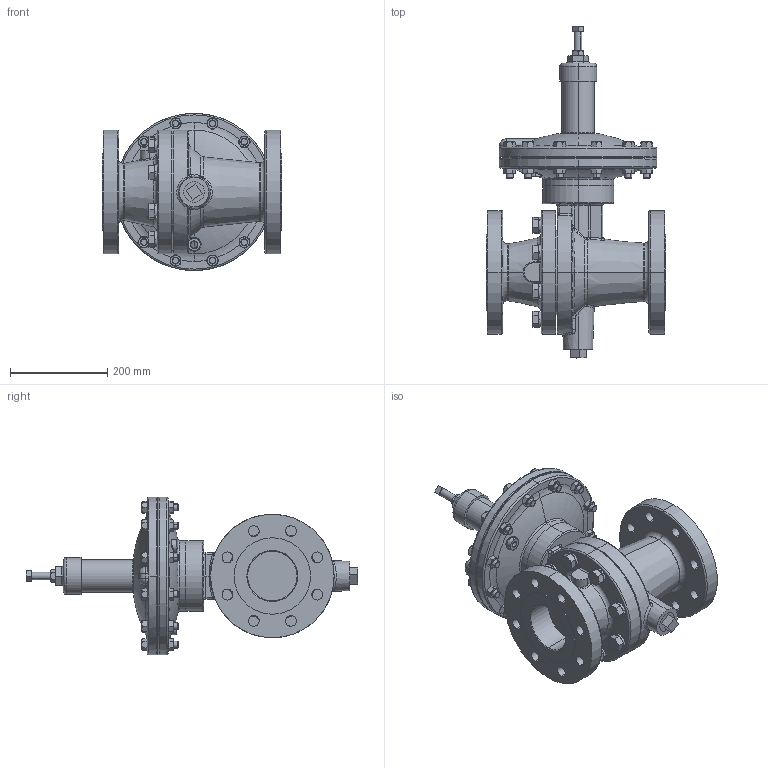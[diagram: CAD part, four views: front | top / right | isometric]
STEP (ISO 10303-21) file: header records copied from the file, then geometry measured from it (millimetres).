
FILE_DESCRIPTION (( 'STEP AP203' ), '1' );
FILE_NAME ('60-400-ALL-I3.STEP', '2017-07-21T14:53:26', ( '' ), ( '' ), 'SwSTEP 2.0', 'SolidWorks 2014', '' );
FILE_SCHEMA (( 'CONFIG_CONTROL_DESIGN' ));
Length unit declared in the file: inch
Products named in the file (2): 60-400-ALL-I3
Bounding box: 368.3 x 682.94 x 323.85 mm (x, y, z)
Volume: 16303894.1 mm3; surface area: 920314.7 mm2
Topology: 1 solids, 1 shells, 1120 faces, 2679 edges, 1596 vertices
Faces by surface type: plane 419, cone 359, cylinder 228, torus 57, bspline 53, sphere 4
Entity records: 38996 total; most frequent: CARTESIAN_POINT 13978, ORIENTED_EDGE 5334, DIRECTION 5010, EDGE_CURVE 2667, AXIS2_PLACEMENT_3D 2075, VERTEX_POINT 1596, EDGE_LOOP 1239, ADVANCED_FACE 1120
